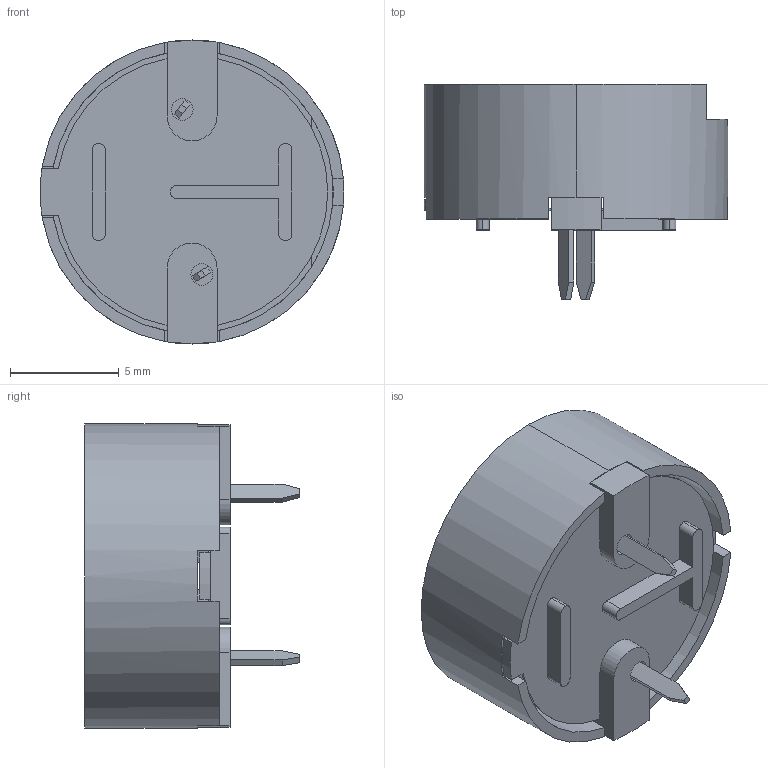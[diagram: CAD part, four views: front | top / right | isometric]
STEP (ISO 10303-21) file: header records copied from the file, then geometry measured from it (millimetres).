
FILE_DESCRIPTION (( 'STEP AP214' ), '1' );
FILE_NAME ('CUI_DEVICES_CPT-14146-80T.step', '2021-08-24T15:27:59', ( '' ), ( '' ), 'SwSTEP 2.0', 'SolidWorks 2021', '' );
FILE_SCHEMA (( 'AUTOMOTIVE_DESIGN' ));
Length unit declared in the file: inch
Products named in the file (1): CUI_DEVICES_CPT-14146-80T
Bounding box: 14 x 9.9 x 14 mm (x, y, z)
Volume: 290.6 mm3; surface area: 1120.7 mm2
Topology: 1 solids, 1 shells, 100 faces, 264 edges, 172 vertices
Faces by surface type: plane 66, cylinder 34
Entity records: 3338 total; most frequent: DIRECTION 562, CARTESIAN_POINT 537, ORIENTED_EDGE 528, EDGE_CURVE 264, AXIS2_PLACEMENT_3D 197, VERTEX_POINT 172, LINE 168, VECTOR 168
